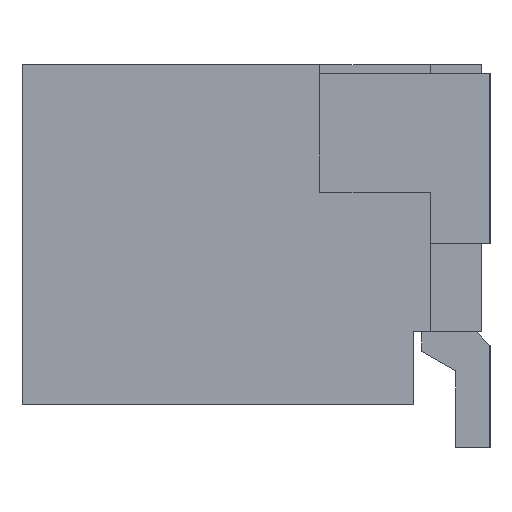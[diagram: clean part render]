
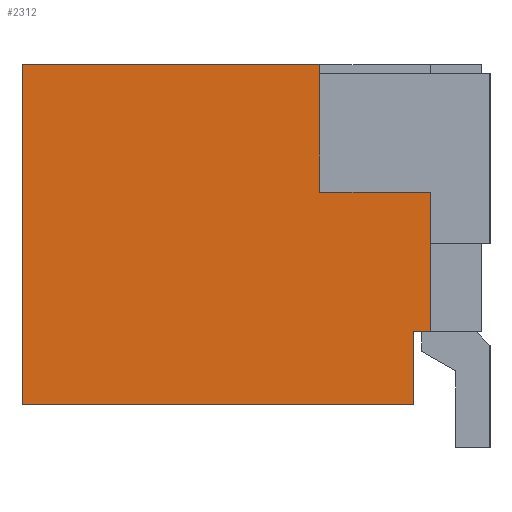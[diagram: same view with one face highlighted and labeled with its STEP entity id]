
A CAD part, left-side view. The second image highlights one B-rep face of the part: STEP entity #2312.
In plain terms, the highlighted planar face has unit normal (-1, 0, 0).
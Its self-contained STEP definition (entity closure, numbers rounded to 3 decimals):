
#56 = CARTESIAN_POINT ( 'NONE',  ( 5.9, 4.7, 1.3 ) ) ;
#95 = FACE_OUTER_BOUND ( 'NONE', #1621, .T. ) ;
#178 = CARTESIAN_POINT ( 'NONE',  ( 5.9, 2.95, 1.3 ) ) ;
#300 = EDGE_CURVE ( 'NONE', #1779, #1964, #4148, .T. ) ;
#360 = EDGE_CURVE ( 'NONE', #4531, #4052, #3025, .T. ) ;
#402 = VERTEX_POINT ( 'NONE', #1097 ) ;
#452 = EDGE_CURVE ( 'NONE', #1964, #2406, #689, .T. ) ;
#469 = LINE ( 'NONE', #2094, #5059 ) ;
#598 = VECTOR ( 'NONE', #1513, 1000. ) ;
#659 = ORIENTED_EDGE ( 'NONE', *, *, #4071, .T. ) ;
#689 = LINE ( 'NONE', #3913, #2554 ) ;
#929 = ORIENTED_EDGE ( 'NONE', *, *, #5201, .T. ) ;
#938 = CARTESIAN_POINT ( 'NONE',  ( 5.9, 2.4, -0.7 ) ) ;
#1032 = CARTESIAN_POINT ( 'NONE',  ( 5.9, 2.4, -0.27 ) ) ;
#1086 = CARTESIAN_POINT ( 'NONE',  ( 5.9, 2.3, 0.55 ) ) ;
#1092 = ORIENTED_EDGE ( 'NONE', *, *, #4548, .T. ) ;
#1097 = CARTESIAN_POINT ( 'NONE',  ( 5.9, 2.4, -0.27 ) ) ;
#1197 = VECTOR ( 'NONE', #2575, 1000. ) ;
#1402 = DIRECTION ( 'NONE',  ( 0., 0., -1. ) ) ;
#1456 = CARTESIAN_POINT ( 'NONE',  ( 5.9, 2.3, -0.27 ) ) ;
#1494 = CARTESIAN_POINT ( 'NONE',  ( 5.9, 2.3, 0.55 ) ) ;
#1513 = DIRECTION ( 'NONE',  ( 0., -1., 0. ) ) ;
#1621 = EDGE_LOOP ( 'NONE', ( #2728, #3216, #2666, #659, #2323, #2810, #929, #1092 ) ) ;
#1675 = CARTESIAN_POINT ( 'NONE',  ( 5.9, 4.7, 1.3 ) ) ;
#1718 = PLANE ( 'NONE',  #2491 ) ;
#1741 = DIRECTION ( 'NONE',  ( 0., 0., 1. ) ) ;
#1779 = VERTEX_POINT ( 'NONE', #1675 ) ;
#1964 = VERTEX_POINT ( 'NONE', #4018 ) ;
#2000 = VECTOR ( 'NONE', #3812, 1000. ) ;
#2094 = CARTESIAN_POINT ( 'NONE',  ( 5.9, 2., 1.3 ) ) ;
#2151 = LINE ( 'NONE', #938, #3214 ) ;
#2165 = CARTESIAN_POINT ( 'NONE',  ( 5.9, 2.4, 1.3 ) ) ;
#2189 = VERTEX_POINT ( 'NONE', #1494 ) ;
#2262 = CARTESIAN_POINT ( 'NONE',  ( 5.9, 2.3, 1.3 ) ) ;
#2302 = CARTESIAN_POINT ( 'NONE',  ( 5.9, 2.95, 0.55 ) ) ;
#2312 = ADVANCED_FACE ( 'NONE', ( #95 ), #1718, .F. ) ;
#2323 = ORIENTED_EDGE ( 'NONE', *, *, #300, .T. ) ;
#2406 = VERTEX_POINT ( 'NONE', #3249 ) ;
#2491 = AXIS2_PLACEMENT_3D ( 'NONE', #2165, #2949, #1741 ) ;
#2501 = DIRECTION ( 'NONE',  ( 0., 1., 0. ) ) ;
#2554 = VECTOR ( 'NONE', #4204, 1000. ) ;
#2575 = DIRECTION ( 'NONE',  ( 0., -1., 0. ) ) ;
#2666 = ORIENTED_EDGE ( 'NONE', *, *, #360, .F. ) ;
#2728 = ORIENTED_EDGE ( 'NONE', *, *, #4949, .T. ) ;
#2810 = ORIENTED_EDGE ( 'NONE', *, *, #452, .T. ) ;
#2949 = DIRECTION ( 'NONE',  ( 1., 0., 0. ) ) ;
#2977 = LINE ( 'NONE', #1032, #1197 ) ;
#3025 = LINE ( 'NONE', #2302, #2000 ) ;
#3200 = VERTEX_POINT ( 'NONE', #1456 ) ;
#3214 = VECTOR ( 'NONE', #4573, 1000. ) ;
#3216 = ORIENTED_EDGE ( 'NONE', *, *, #4653, .F. ) ;
#3249 = CARTESIAN_POINT ( 'NONE',  ( 5.9, 2.4, -0.7 ) ) ;
#3812 = DIRECTION ( 'NONE',  ( 0., 0., -1. ) ) ;
#3913 = CARTESIAN_POINT ( 'NONE',  ( 5.9, 4.7, -0.7 ) ) ;
#4018 = CARTESIAN_POINT ( 'NONE',  ( 5.9, 4.7, -0.7 ) ) ;
#4052 = VERTEX_POINT ( 'NONE', #4451 ) ;
#4071 = EDGE_CURVE ( 'NONE', #4531, #1779, #469, .T. ) ;
#4148 = LINE ( 'NONE', #56, #4936 ) ;
#4204 = DIRECTION ( 'NONE',  ( 0., -1., 0. ) ) ;
#4305 = DIRECTION ( 'NONE',  ( 0., 0., 1. ) ) ;
#4358 = LINE ( 'NONE', #2262, #4642 ) ;
#4362 = LINE ( 'NONE', #1086, #598 ) ;
#4451 = CARTESIAN_POINT ( 'NONE',  ( 5.9, 2.95, 0.55 ) ) ;
#4531 = VERTEX_POINT ( 'NONE', #178 ) ;
#4548 = EDGE_CURVE ( 'NONE', #402, #3200, #2977, .T. ) ;
#4573 = DIRECTION ( 'NONE',  ( 0., 0., 1. ) ) ;
#4642 = VECTOR ( 'NONE', #4305, 1000. ) ;
#4653 = EDGE_CURVE ( 'NONE', #4052, #2189, #4362, .T. ) ;
#4936 = VECTOR ( 'NONE', #1402, 1000. ) ;
#4949 = EDGE_CURVE ( 'NONE', #3200, #2189, #4358, .T. ) ;
#5059 = VECTOR ( 'NONE', #2501, 1000. ) ;
#5201 = EDGE_CURVE ( 'NONE', #2406, #402, #2151, .T. ) ;
